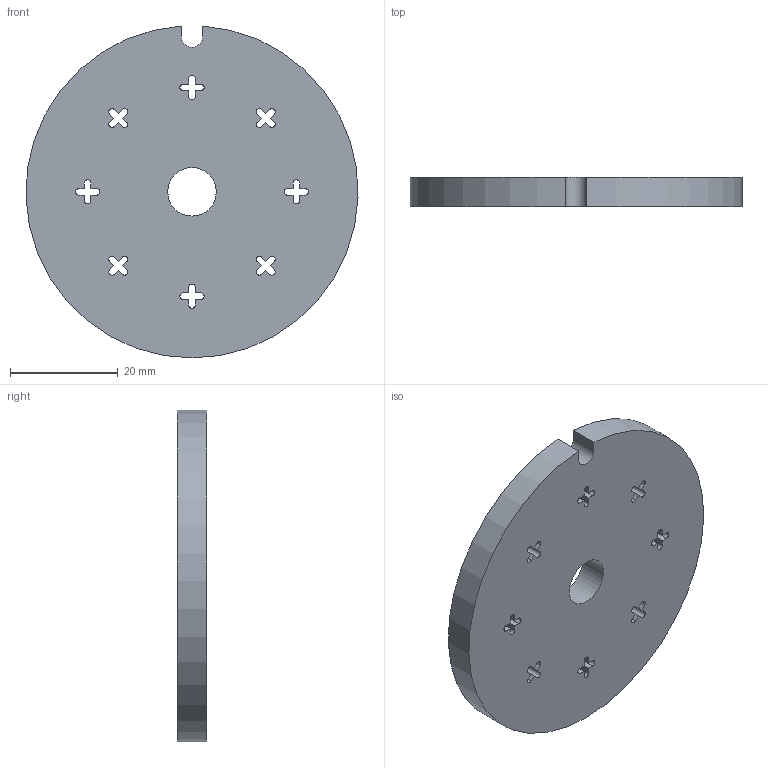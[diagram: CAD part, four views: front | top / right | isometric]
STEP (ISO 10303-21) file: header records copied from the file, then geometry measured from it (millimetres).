
FILE_DESCRIPTION(/* description */ ('STEP AP214'),/* implementation_level */ '2;1');
FILE_NAME(/* name */ '60f5b5234d922a0788bad445',/* time_stamp */ '2021-07-19T17:23:48+00:00',/* author */ (''),/* organization */ (''),/* preprocessor_version */ 'ST-DEVELOPER v18.1',/* originating_system */ ' ',/* authorisation */ ' ');
FILE_SCHEMA (('AUTOMOTIVE_DESIGN {1 0 10303 214 3 1 1}'));
Length unit declared in the file: metre
Products named in the file (1): buse 1
Bounding box: 61.57 x 5.4 x 61.53 mm (x, y, z)
Volume: 15295.5 mm3; surface area: 7584.5 mm2
Topology: 1 solids, 1 shells, 103 faces, 303 edges, 202 vertices
Faces by surface type: plane 68, cylinder 35
Full cylindrical faces by diameter (mm): 9 x1
Entity records: 3488 total; most frequent: CARTESIAN_POINT 608, ORIENTED_EDGE 604, DIRECTION 580, EDGE_CURVE 302, LINE 232, VECTOR 232, VERTEX_POINT 202, AXIS2_PLACEMENT_3D 174
